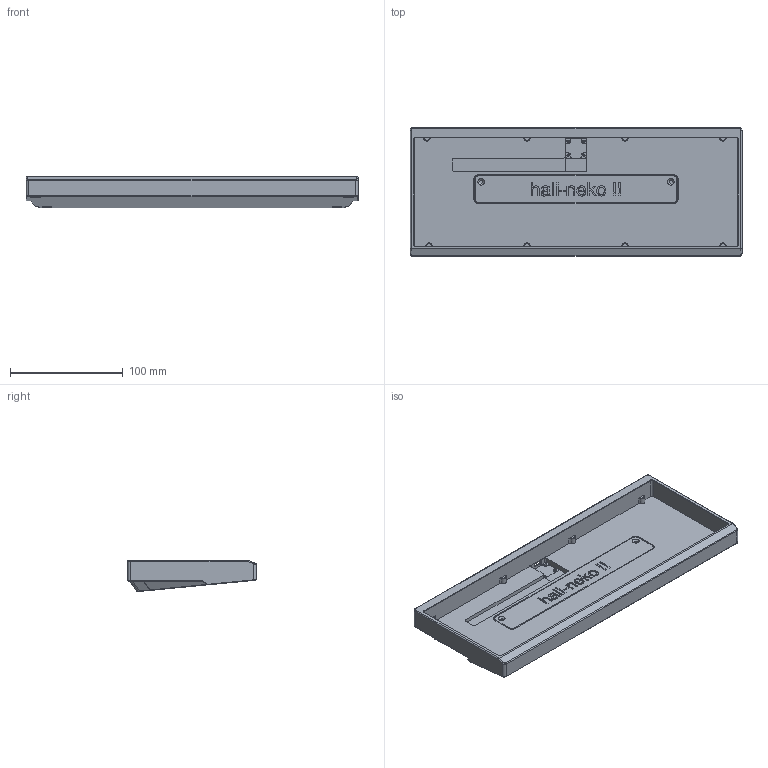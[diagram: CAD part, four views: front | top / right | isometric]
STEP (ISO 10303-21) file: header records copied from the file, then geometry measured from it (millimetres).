
FILE_DESCRIPTION(/* description */ (''),/* implementation_level */ '2;1');
FILE_NAME(/* name */ 'halineko1.1 v6.step',/* time_stamp */ '2022-01-04T21:57:17-05:00',/* author */ (''),/* organization */ (''),/* preprocessor_version */ 'ST-DEVELOPER v18.1',/* originating_system */ 'Autodesk Translation Framework v10.10.0.1391',/* authorisation */ '');
FILE_SCHEMA (('AUTOMOTIVE_DESIGN { 1 0 10303 214 3 1 1 }'));
Length unit declared in the file: millimetre
Products named in the file (1): halineko1.1
Bounding box: 294.3 x 114.2 x 27.62 mm (x, y, z)
Volume: 258978.4 mm3; surface area: 107986.4 mm2
Topology: 2 solids, 2 shells, 484 faces, 1251 edges, 800 vertices
Faces by surface type: plane 208, bspline 115, cylinder 103, cone 56, torus 2
Full cylindrical faces by diameter (mm): 2 x4, 3 x4, 8.5 x4
Entity records: 15977 total; most frequent: CARTESIAN_POINT 4764, ORIENTED_EDGE 2502, DIRECTION 2002, EDGE_CURVE 1251, VERTEX_POINT 800, LINE 746, VECTOR 746, AXIS2_PLACEMENT_3D 628
